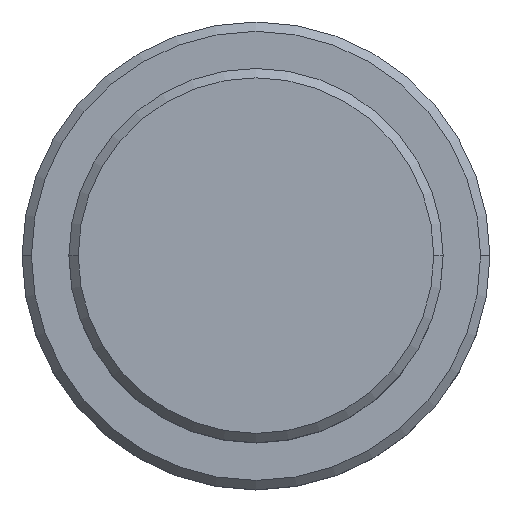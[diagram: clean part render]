
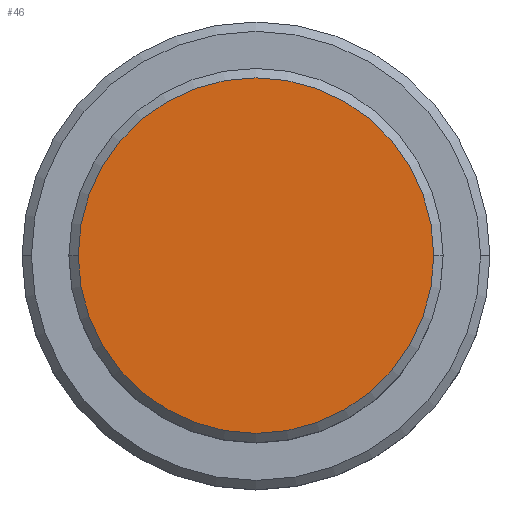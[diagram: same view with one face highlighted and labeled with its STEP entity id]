
A CAD part, top view. The second image highlights one B-rep face of the part: STEP entity #46.
In plain terms, the highlighted planar face has unit normal (0, 0, 1).
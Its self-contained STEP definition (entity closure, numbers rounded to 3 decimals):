
#19 = DIRECTION ( 'NONE',  ( 1., 0., 0. ) ) ;
#26 = AXIS2_PLACEMENT_3D ( 'NONE', #1206, #209, #116 ) ;
#46 = ADVANCED_FACE ( 'NONE', ( #676 ), #893, .T. ) ;
#116 = DIRECTION ( 'NONE',  ( 1., 0., 0. ) ) ;
#118 = CARTESIAN_POINT ( 'NONE',  ( 0., 0., 0. ) ) ;
#171 = EDGE_LOOP ( 'NONE', ( #1354, #314 ) ) ;
#181 = AXIS2_PLACEMENT_3D ( 'NONE', #844, #724, #19 ) ;
#209 = DIRECTION ( 'NONE',  ( 0., 0., 1. ) ) ;
#215 = CARTESIAN_POINT ( 'NONE',  ( 9.5, 0., 0. ) ) ;
#314 = ORIENTED_EDGE ( 'NONE', *, *, #906, .T. ) ;
#321 = CIRCLE ( 'NONE', #181, 9.5 ) ;
#339 = AXIS2_PLACEMENT_3D ( 'NONE', #118, #785, #566 ) ;
#566 = DIRECTION ( 'NONE',  ( 1., 0., 0. ) ) ;
#669 = CIRCLE ( 'NONE', #26, 9.5 ) ;
#676 = FACE_OUTER_BOUND ( 'NONE', #171, .T. ) ;
#724 = DIRECTION ( 'NONE',  ( 0., 0., 1. ) ) ;
#785 = DIRECTION ( 'NONE',  ( 0., 0., 1. ) ) ;
#844 = CARTESIAN_POINT ( 'NONE',  ( 0., 0., 0. ) ) ;
#893 = PLANE ( 'NONE',  #339 ) ;
#906 = EDGE_CURVE ( 'NONE', #1266, #960, #321, .T. ) ;
#907 = EDGE_CURVE ( 'NONE', #960, #1266, #669, .T. ) ;
#960 = VERTEX_POINT ( 'NONE', #1020 ) ;
#1020 = CARTESIAN_POINT ( 'NONE',  ( -9.5, 0., 0. ) ) ;
#1206 = CARTESIAN_POINT ( 'NONE',  ( 0., 0., 0. ) ) ;
#1266 = VERTEX_POINT ( 'NONE', #215 ) ;
#1354 = ORIENTED_EDGE ( 'NONE', *, *, #907, .T. ) ;
